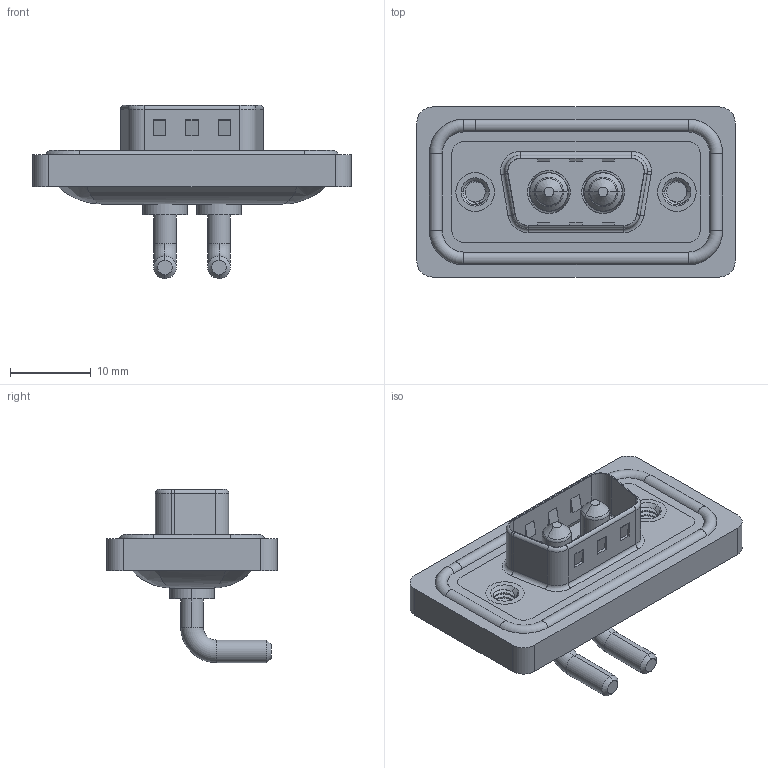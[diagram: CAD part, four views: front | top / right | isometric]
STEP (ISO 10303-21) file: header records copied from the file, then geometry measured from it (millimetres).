
FILE_DESCRIPTION (( 'STEP AP203' ), '1' );
FILE_NAME ('629W2W2-340-2NA.STEP', '2024-04-11T11:37:00', ( '' ), ( '' ), 'SwSTEP 2.0', 'SolidWorks 2023', '' );
FILE_SCHEMA (( 'CONFIG_CONTROL_DESIGN' ));
Length unit declared in the file: millimetre
Products named in the file (7): 629Combo Shell Front_09 Contacts; 629Combo Shell Rear_09 Contacts; 629Combo Threaded Rivet_A; Power Pin_20A RA; 629W2W2-340-2NA; 629Combo Housing_2W2; 629Combo Waterproof Housing_09 Contacts
Assembly tree (8 placements, depth 2):
  629W2W2-340-2NA
    629Combo Housing_2W2
    629Combo Shell Rear_09 Contacts
    629Combo Shell Front_09 Contacts
    629Combo Waterproof Housing_09 Contacts
    629Combo Threaded Rivet_A  x2
    Power Pin_20A RA  x2
Bounding box: 39.5 x 21.1 x 21.5 mm (x, y, z)
Volume: 4587.9 mm3; surface area: 7170.9 mm2
Topology: 11 solids, 11 shells, 491 faces, 1191 edges, 741 vertices
Faces by surface type: cylinder 220, plane 165, torus 72, cone 22, bspline 12
Entity records: 15002 total; most frequent: CARTESIAN_POINT 4029, DIRECTION 2253, ORIENTED_EDGE 2062, EDGE_CURVE 1031, AXIS2_PLACEMENT_3D 865, VERTEX_POINT 645, LINE 523, VECTOR 523
